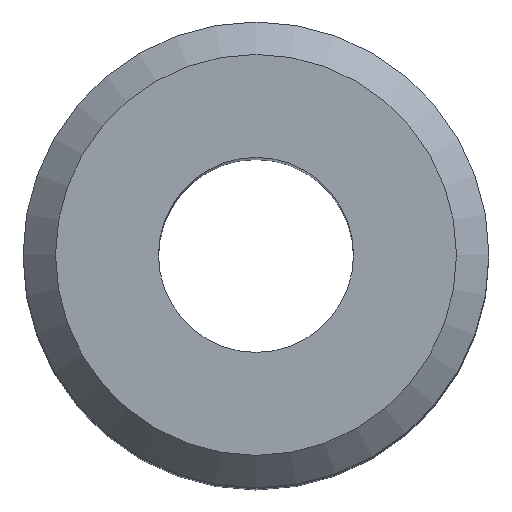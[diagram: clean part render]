
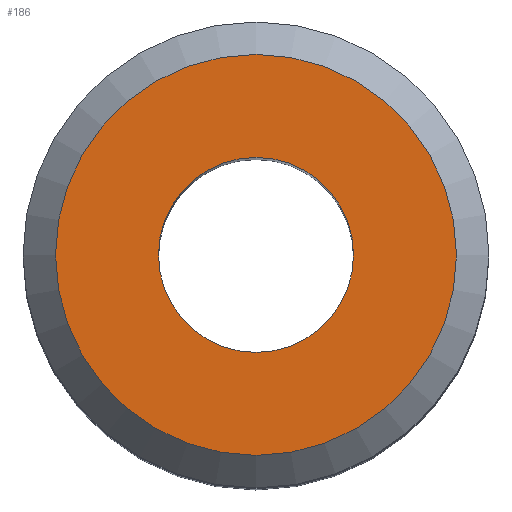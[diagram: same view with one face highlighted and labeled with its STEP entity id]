
A CAD part, top view. The second image highlights one B-rep face of the part: STEP entity #186.
In plain terms, the highlighted planar face has unit normal (0, 0, 1).
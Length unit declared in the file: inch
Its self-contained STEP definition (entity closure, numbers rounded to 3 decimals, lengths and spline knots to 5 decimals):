
#16=FACE_BOUND('',#40,.T.);
#20=PLANE('',#224);
#28=FACE_OUTER_BOUND('',#39,.T.);
#39=EDGE_LOOP('',(#143,#144));
#40=EDGE_LOOP('',(#145,#146));
#65=CIRCLE('',#219,0.07283);
#66=CIRCLE('',#220,0.07283);
#69=CIRCLE('',#225,0.03543);
#70=CIRCLE('',#226,0.03543);
#85=VERTEX_POINT('',#323);
#86=VERTEX_POINT('',#325);
#89=VERTEX_POINT('',#334);
#90=VERTEX_POINT('',#335);
#107=EDGE_CURVE('',#86,#85,#65,.T.);
#108=EDGE_CURVE('',#85,#86,#66,.T.);
#111=EDGE_CURVE('',#89,#90,#69,.T.);
#112=EDGE_CURVE('',#90,#89,#70,.T.);
#143=ORIENTED_EDGE('',*,*,#107,.T.);
#144=ORIENTED_EDGE('',*,*,#108,.T.);
#145=ORIENTED_EDGE('',*,*,#111,.T.);
#146=ORIENTED_EDGE('',*,*,#112,.T.);
#186=ADVANCED_FACE('',(#28,#16),#20,.T.);
#219=AXIS2_PLACEMENT_3D('',#326,#259,#260);
#220=AXIS2_PLACEMENT_3D('',#327,#261,#262);
#224=AXIS2_PLACEMENT_3D('',#333,#269,#270);
#225=AXIS2_PLACEMENT_3D('',#336,#271,#272);
#226=AXIS2_PLACEMENT_3D('',#337,#273,#274);
#259=DIRECTION('center_axis',(0.,0.,1.));
#260=DIRECTION('ref_axis',(-1.,0.,0.));
#261=DIRECTION('center_axis',(0.,0.,1.));
#262=DIRECTION('ref_axis',(-1.,0.,0.));
#269=DIRECTION('center_axis',(0.,0.,1.));
#270=DIRECTION('ref_axis',(1.,0.,0.));
#271=DIRECTION('center_axis',(0.,0.,-1.));
#272=DIRECTION('ref_axis',(1.,0.,0.));
#273=DIRECTION('center_axis',(0.,0.,-1.));
#274=DIRECTION('ref_axis',(1.,0.,0.));
#323=CARTESIAN_POINT('',(0.07283,0.,0.22638));
#325=CARTESIAN_POINT('',(-0.07283,0.,0.22638));
#326=CARTESIAN_POINT('Origin',(0.,0.,0.22638));
#327=CARTESIAN_POINT('Origin',(0.,0.,0.22638));
#333=CARTESIAN_POINT('Origin',(0.,0.,0.22638));
#334=CARTESIAN_POINT('',(0.03543,0.,0.22638));
#335=CARTESIAN_POINT('',(-0.03543,0.,0.22638));
#336=CARTESIAN_POINT('Origin',(0.,0.,0.22638));
#337=CARTESIAN_POINT('Origin',(0.,0.,0.22638));
